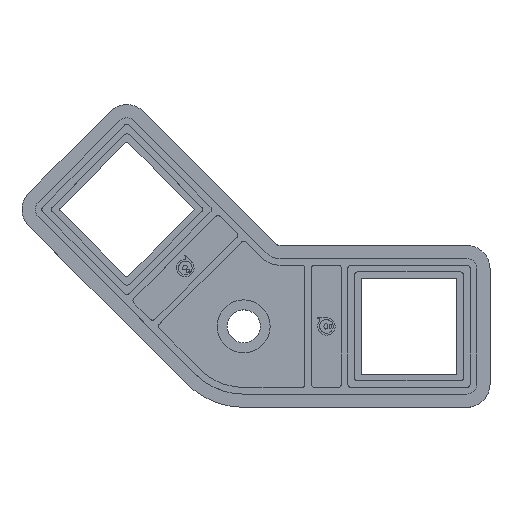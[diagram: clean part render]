
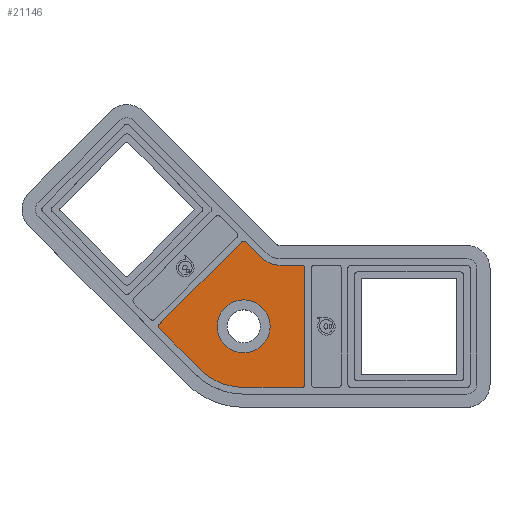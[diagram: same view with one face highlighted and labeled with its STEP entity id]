
A CAD part, top view. The second image highlights one B-rep face of the part: STEP entity #21146.
In plain terms, the highlighted planar face has unit normal (0, 0, 1).
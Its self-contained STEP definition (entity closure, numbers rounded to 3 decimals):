
#244 = EDGE_CURVE ( 'NONE', #13772, #23384, #6879, .T. ) ;
#480 = CARTESIAN_POINT ( 'NONE',  ( -16.25, -8.75, 0.875 ) ) ;
#646 = DIRECTION ( 'NONE',  ( 1., 0., 0. ) ) ;
#688 = DIRECTION ( 'NONE',  ( 0., 0., 1. ) ) ;
#850 = EDGE_CURVE ( 'NONE', #4055, #9515, #19276, .T. ) ;
#961 = EDGE_CURVE ( 'NONE', #15653, #22656, #22289, .T. ) ;
#980 = CIRCLE ( 'NONE', #1417, 9.25 ) ;
#1390 = CARTESIAN_POINT ( 'NONE',  ( -25., -9.25, 0.875 ) ) ;
#1417 = AXIS2_PLACEMENT_3D ( 'NONE', #18351, #24648, #2267 ) ;
#1726 = VECTOR ( 'NONE', #11804, 1000. ) ;
#2267 = DIRECTION ( 'NONE',  ( 1., 0., 0. ) ) ;
#2496 = CARTESIAN_POINT ( 'NONE',  ( 0., -9.25, 0.875 ) ) ;
#2667 = VECTOR ( 'NONE', #4475, 1000. ) ;
#2669 = CARTESIAN_POINT ( 'NONE',  ( -25., 0., 0.875 ) ) ;
#3221 = CARTESIAN_POINT ( 'NONE',  ( 0., 0., 0.875 ) ) ;
#3226 = LINE ( 'NONE', #11409, #12491 ) ;
#3228 = EDGE_CURVE ( 'NONE', #18205, #20520, #19913, .T. ) ;
#4055 = VERTEX_POINT ( 'NONE', #14413 ) ;
#4244 = ORIENTED_EDGE ( 'NONE', *, *, #18839, .T. ) ;
#4284 = CARTESIAN_POINT ( 'NONE',  ( -19.512, 13.25, 0.875 ) ) ;
#4475 = DIRECTION ( 'NONE',  ( 0.707, -0.707, 0. ) ) ;
#4510 = LINE ( 'NONE', #2496, #14910 ) ;
#5055 = DIRECTION ( 'NONE',  ( 0., -1., 0. ) ) ;
#5493 = LINE ( 'NONE', #21723, #22808 ) ;
#5549 = CIRCLE ( 'NONE', #16271, 4. ) ;
#5744 = ORIENTED_EDGE ( 'NONE', *, *, #16721, .T. ) ;
#5771 = DIRECTION ( 'NONE',  ( 0., 0., 1. ) ) ;
#6043 = ORIENTED_EDGE ( 'NONE', *, *, #6577, .T. ) ;
#6215 = LINE ( 'NONE', #22849, #2667 ) ;
#6577 = EDGE_CURVE ( 'NONE', #22656, #15653, #5549, .T. ) ;
#6598 = CARTESIAN_POINT ( 'NONE',  ( -29., 0., 0.875 ) ) ;
#6613 = ORIENTED_EDGE ( 'NONE', *, *, #3228, .F. ) ;
#6879 = CIRCLE ( 'NONE', #21855, 0.5 ) ;
#6934 = AXIS2_PLACEMENT_3D ( 'NONE', #480, #14421, #18585 ) ;
#6951 = CARTESIAN_POINT ( 'NONE',  ( -15.75, 0., 0.875 ) ) ;
#7151 = ORIENTED_EDGE ( 'NONE', *, *, #17449, .T. ) ;
#7243 = CARTESIAN_POINT ( 'NONE',  ( -25.354, 12.728, 0.875 ) ) ;
#7330 = CARTESIAN_POINT ( 'NONE',  ( -25., 0., 0.875 ) ) ;
#7721 = CARTESIAN_POINT ( 'NONE',  ( -37.728, 0.354, 0.875 ) ) ;
#7745 = CARTESIAN_POINT ( 'NONE',  ( -25., 12.374, 0.875 ) ) ;
#7748 = EDGE_CURVE ( 'NONE', #13772, #21184, #21731, .T. ) ;
#8332 = AXIS2_PLACEMENT_3D ( 'NONE', #4284, #15869, #26541 ) ;
#8454 = AXIS2_PLACEMENT_3D ( 'NONE', #9145, #688, #24968 ) ;
#8545 = CARTESIAN_POINT ( 'NONE',  ( -15.75, -8.75, 0.875 ) ) ;
#8716 = DIRECTION ( 'NONE',  ( -1., 0., 0. ) ) ;
#8780 = CARTESIAN_POINT ( 'NONE',  ( -21., 0., 0.875 ) ) ;
#8882 = AXIS2_PLACEMENT_3D ( 'NONE', #3221, #17953, #24124 ) ;
#9145 = CARTESIAN_POINT ( 'NONE',  ( -16.25, 8.75, 0.875 ) ) ;
#9479 = DIRECTION ( 'NONE',  ( 0., 0., -1. ) ) ;
#9515 = VERTEX_POINT ( 'NONE', #8545 ) ;
#9635 = VERTEX_POINT ( 'NONE', #21809 ) ;
#9646 = FACE_BOUND ( 'NONE', #18923, .T. ) ;
#10564 = EDGE_CURVE ( 'NONE', #22363, #23384, #3226, .T. ) ;
#10637 = CARTESIAN_POINT ( 'NONE',  ( -19.512, 9.25, 0.875 ) ) ;
#10837 = CARTESIAN_POINT ( 'NONE',  ( -31.541, -6.541, 0.875 ) ) ;
#10843 = ORIENTED_EDGE ( 'NONE', *, *, #26394, .F. ) ;
#10848 = DIRECTION ( 'NONE',  ( 0., 0., -1. ) ) ;
#10889 = DIRECTION ( 'NONE',  ( -0.707, 0.707, 0. ) ) ;
#11409 = CARTESIAN_POINT ( 'NONE',  ( -19.041, -19.041, 0.875 ) ) ;
#11439 = ORIENTED_EDGE ( 'NONE', *, *, #10564, .F. ) ;
#11685 = CARTESIAN_POINT ( 'NONE',  ( -19.041, 19.041, 0.875 ) ) ;
#11804 = DIRECTION ( 'NONE',  ( 0.707, 0.707, 0. ) ) ;
#11935 = CARTESIAN_POINT ( 'NONE',  ( -37.374, 0., 0.875 ) ) ;
#12314 = CARTESIAN_POINT ( 'NONE',  ( -16.25, 9.25, 0.875 ) ) ;
#12491 = VECTOR ( 'NONE', #10889, 1000. ) ;
#13685 = FACE_OUTER_BOUND ( 'NONE', #15451, .T. ) ;
#13752 = VECTOR ( 'NONE', #5055, 1000. ) ;
#13772 = VERTEX_POINT ( 'NONE', #7721 ) ;
#13958 = DIRECTION ( 'NONE',  ( 1., 0., 0. ) ) ;
#14116 = VERTEX_POINT ( 'NONE', #20801 ) ;
#14413 = CARTESIAN_POINT ( 'NONE',  ( -15.75, 8.75, 0.875 ) ) ;
#14421 = DIRECTION ( 'NONE',  ( 0., 0., 1. ) ) ;
#14583 = AXIS2_PLACEMENT_3D ( 'NONE', #7330, #9479, #15519 ) ;
#14910 = VECTOR ( 'NONE', #8716, 1000. ) ;
#15316 = VERTEX_POINT ( 'NONE', #1390 ) ;
#15325 = CIRCLE ( 'NONE', #8454, 0.5 ) ;
#15451 = EDGE_LOOP ( 'NONE', ( #19248, #4244, #23419, #5744, #10843, #6613, #19305, #7151, #17977, #25802, #11439, #26315 ) ) ;
#15519 = DIRECTION ( 'NONE',  ( 1., 0., 0. ) ) ;
#15653 = VERTEX_POINT ( 'NONE', #6598 ) ;
#15869 = DIRECTION ( 'NONE',  ( 0., 0., 1. ) ) ;
#15925 = CIRCLE ( 'NONE', #6934, 0.5 ) ;
#15966 = DIRECTION ( 'NONE',  ( 1., 0., 0. ) ) ;
#16190 = DIRECTION ( 'NONE',  ( 1., 0., 0. ) ) ;
#16271 = AXIS2_PLACEMENT_3D ( 'NONE', #2669, #10848, #646 ) ;
#16721 = EDGE_CURVE ( 'NONE', #4055, #21234, #15325, .T. ) ;
#17449 = EDGE_CURVE ( 'NONE', #9635, #21184, #26140, .T. ) ;
#17567 = AXIS2_PLACEMENT_3D ( 'NONE', #7745, #20083, #16190 ) ;
#17821 = PLANE ( 'NONE',  #8882 ) ;
#17953 = DIRECTION ( 'NONE',  ( 0., 0., 1. ) ) ;
#17977 = ORIENTED_EDGE ( 'NONE', *, *, #7748, .F. ) ;
#18205 = VERTEX_POINT ( 'NONE', #25109 ) ;
#18351 = CARTESIAN_POINT ( 'NONE',  ( -25., 0., 0.875 ) ) ;
#18585 = DIRECTION ( 'NONE',  ( 1., 0., 0. ) ) ;
#18839 = EDGE_CURVE ( 'NONE', #14116, #9515, #15925, .T. ) ;
#18923 = EDGE_LOOP ( 'NONE', ( #25091, #6043 ) ) ;
#19248 = ORIENTED_EDGE ( 'NONE', *, *, #21857, .F. ) ;
#19276 = LINE ( 'NONE', #6951, #13752 ) ;
#19305 = ORIENTED_EDGE ( 'NONE', *, *, #19335, .F. ) ;
#19335 = EDGE_CURVE ( 'NONE', #9635, #18205, #6215, .T. ) ;
#19913 = CIRCLE ( 'NONE', #8332, 4. ) ;
#20083 = DIRECTION ( 'NONE',  ( 0., 0., 1. ) ) ;
#20520 = VERTEX_POINT ( 'NONE', #10637 ) ;
#20801 = CARTESIAN_POINT ( 'NONE',  ( -16.25, -9.25, 0.875 ) ) ;
#21146 = ADVANCED_FACE ( 'NONE', ( #13685, #9646 ), #17821, .T. ) ;
#21184 = VERTEX_POINT ( 'NONE', #7243 ) ;
#21234 = VERTEX_POINT ( 'NONE', #12314 ) ;
#21723 = CARTESIAN_POINT ( 'NONE',  ( 0., 9.25, 0.875 ) ) ;
#21731 = LINE ( 'NONE', #11685, #1726 ) ;
#21809 = CARTESIAN_POINT ( 'NONE',  ( -24.646, 12.728, 0.875 ) ) ;
#21855 = AXIS2_PLACEMENT_3D ( 'NONE', #11935, #5771, #13958 ) ;
#21857 = EDGE_CURVE ( 'NONE', #14116, #15316, #4510, .T. ) ;
#22289 = CIRCLE ( 'NONE', #14583, 4. ) ;
#22363 = VERTEX_POINT ( 'NONE', #10837 ) ;
#22656 = VERTEX_POINT ( 'NONE', #8780 ) ;
#22808 = VECTOR ( 'NONE', #15966, 1000. ) ;
#22849 = CARTESIAN_POINT ( 'NONE',  ( -5.959, -5.959, 0.875 ) ) ;
#23384 = VERTEX_POINT ( 'NONE', #24142 ) ;
#23419 = ORIENTED_EDGE ( 'NONE', *, *, #850, .F. ) ;
#24124 = DIRECTION ( 'NONE',  ( 1., 0., 0. ) ) ;
#24142 = CARTESIAN_POINT ( 'NONE',  ( -37.728, -0.354, 0.875 ) ) ;
#24648 = DIRECTION ( 'NONE',  ( 0., 0., -1. ) ) ;
#24968 = DIRECTION ( 'NONE',  ( 1., 0., 0. ) ) ;
#25091 = ORIENTED_EDGE ( 'NONE', *, *, #961, .T. ) ;
#25109 = CARTESIAN_POINT ( 'NONE',  ( -22.34, 10.422, 0.875 ) ) ;
#25802 = ORIENTED_EDGE ( 'NONE', *, *, #244, .T. ) ;
#26140 = CIRCLE ( 'NONE', #17567, 0.5 ) ;
#26315 = ORIENTED_EDGE ( 'NONE', *, *, #26496, .F. ) ;
#26394 = EDGE_CURVE ( 'NONE', #20520, #21234, #5493, .T. ) ;
#26496 = EDGE_CURVE ( 'NONE', #15316, #22363, #980, .T. ) ;
#26541 = DIRECTION ( 'NONE',  ( 1., 0., 0. ) ) ;
